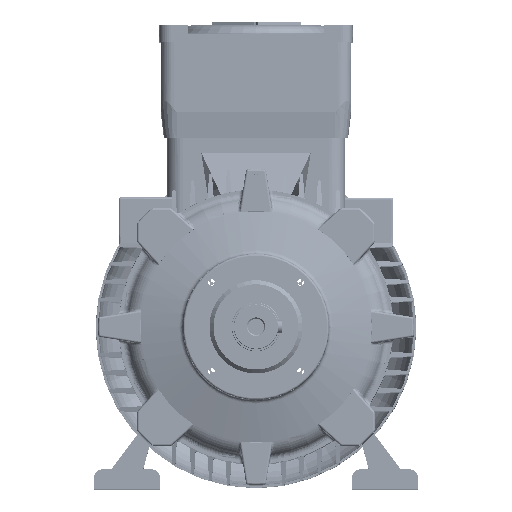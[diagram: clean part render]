
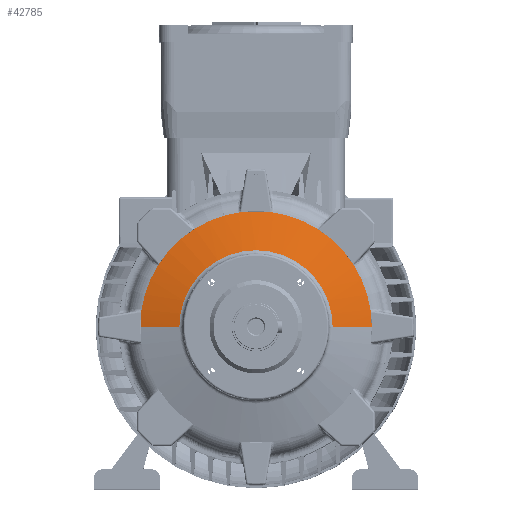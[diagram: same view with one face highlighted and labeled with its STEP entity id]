
A CAD part, top view. The second image highlights one B-rep face of the part: STEP entity #42785.
In plain terms, the highlighted conical face has half-angle 75 degrees and reference radius 142.632 mm.
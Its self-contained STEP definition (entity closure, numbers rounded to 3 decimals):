
#2940 = CARTESIAN_POINT ( 'NONE',  ( -94.447, 0., 326.808 ) ) ;
#4342 = DIRECTION ( 'NONE',  ( 1., 0., 0. ) ) ;
#4645 = CIRCLE ( 'NONE', #32739, 142.632 ) ;
#4698 = ORIENTED_EDGE ( 'NONE', *, *, #44535, .F. ) ;
#5575 = CIRCLE ( 'NONE', #17555, 94.447 ) ;
#5683 = EDGE_CURVE ( 'NONE', #84429, #69317, #26924, .T. ) ;
#6941 = DIRECTION ( 'NONE',  ( 0., 0., -1. ) ) ;
#7287 = CARTESIAN_POINT ( 'NONE',  ( -75.171, 121.215, 313.897 ) ) ;
#7365 = CARTESIAN_POINT ( 'NONE',  ( 75.171, 121.215, 313.897 ) ) ;
#8006 = CARTESIAN_POINT ( 'NONE',  ( 142.632, 0., 313.897 ) ) ;
#8652 = VERTEX_POINT ( 'NONE', #82543 ) ;
#8686 = CARTESIAN_POINT ( 'NONE',  ( -21.429, 141.013, 313.897 ) ) ;
#8924 = CARTESIAN_POINT ( 'NONE',  ( 0., 0., 313.897 ) ) ;
#9436 = ORIENTED_EDGE ( 'NONE', *, *, #35123, .T. ) ;
#9805 = EDGE_CURVE ( 'NONE', #8652, #75358, #14548, .T. ) ;
#9812 = EDGE_LOOP ( 'NONE', ( #74654, #83956, #4698, #15336, #63689, #25318, #57178, #62226, #34394, #9436, #83539, #10305 ) ) ;
#10305 = ORIENTED_EDGE ( 'NONE', *, *, #62645, .F. ) ;
#12245 = CARTESIAN_POINT ( 'NONE',  ( -142.632, 0., 313.897 ) ) ;
#13532 = DIRECTION ( 'NONE',  ( 0., 0., 1. ) ) ;
#14283 = DIRECTION ( 'NONE',  ( 0., 0., 1. ) ) ;
#14312 = EDGE_CURVE ( 'NONE', #55227, #53288, #47397, .T. ) ;
#14541 = AXIS2_PLACEMENT_3D ( 'NONE', #72859, #41488, #4342 ) ;
#14548 = LINE ( 'NONE', #30820, #27103 ) ;
#15105 = DIRECTION ( 'NONE',  ( -1., 0., 0. ) ) ;
#15336 = ORIENTED_EDGE ( 'NONE', *, *, #17404, .T. ) ;
#15693 = DIRECTION ( 'NONE',  ( 0., 0., -1. ) ) ;
#17404 = EDGE_CURVE ( 'NONE', #51520, #53288, #46620, .T. ) ;
#17555 = AXIS2_PLACEMENT_3D ( 'NONE', #61271, #6941, #26854 ) ;
#18112 = CARTESIAN_POINT ( 'NONE',  ( 21.429, 141.013, 313.897 ) ) ;
#18879 = DIRECTION ( 'NONE',  ( -1., 0., 0. ) ) ;
#19071 = DIRECTION ( 'NONE',  ( 0.966, 0., -0.259 ) ) ;
#19558 = CARTESIAN_POINT ( 'NONE',  ( 0., 0., 313.897 ) ) ;
#21140 = AXIS2_PLACEMENT_3D ( 'NONE', #72046, #85525, #18879 ) ;
#21504 = EDGE_CURVE ( 'NONE', #24061, #47516, #79567, .T. ) ;
#22189 = CARTESIAN_POINT ( 'NONE',  ( 0., 0., 313.897 ) ) ;
#22250 = DIRECTION ( 'NONE',  ( -0.966, 0., -0.259 ) ) ;
#22575 = DIRECTION ( 'NONE',  ( 0., 0., 1. ) ) ;
#22812 = AXIS2_PLACEMENT_3D ( 'NONE', #80441, #13532, #46473 ) ;
#24061 = VERTEX_POINT ( 'NONE', #18112 ) ;
#25318 = ORIENTED_EDGE ( 'NONE', *, *, #51055, .T. ) ;
#26854 = DIRECTION ( 'NONE',  ( -1., 0., 0. ) ) ;
#26924 = CIRCLE ( 'NONE', #37787, 142.632 ) ;
#27103 = VECTOR ( 'NONE', #19071, 1000. ) ;
#28905 = DIRECTION ( 'NONE',  ( 0., 0., -1. ) ) ;
#28964 = CARTESIAN_POINT ( 'NONE',  ( -142.632, 0., 313.897 ) ) ;
#30129 = CARTESIAN_POINT ( 'NONE',  ( 0., 0., 313.897 ) ) ;
#30514 = LINE ( 'NONE', #28964, #48214 ) ;
#30820 = CARTESIAN_POINT ( 'NONE',  ( 142.632, 0., 313.897 ) ) ;
#32739 = AXIS2_PLACEMENT_3D ( 'NONE', #34427, #14283, #74184 ) ;
#32761 = AXIS2_PLACEMENT_3D ( 'NONE', #34839, #83712, #47915 ) ;
#34244 = EDGE_CURVE ( 'NONE', #47516, #71168, #4645, .T. ) ;
#34394 = ORIENTED_EDGE ( 'NONE', *, *, #70373, .F. ) ;
#34427 = CARTESIAN_POINT ( 'NONE',  ( 0., 0., 313.897 ) ) ;
#34839 = CARTESIAN_POINT ( 'NONE',  ( 0., 0., 313.897 ) ) ;
#35123 = EDGE_CURVE ( 'NONE', #79040, #69317, #50513, .T. ) ;
#35458 = FACE_OUTER_BOUND ( 'NONE', #9812, .T. ) ;
#37787 = AXIS2_PLACEMENT_3D ( 'NONE', #19558, #85627, #72142 ) ;
#39984 = EDGE_CURVE ( 'NONE', #44069, #8652, #5575, .T. ) ;
#41488 = DIRECTION ( 'NONE',  ( 0., 0., 1. ) ) ;
#42371 = DIRECTION ( 'NONE',  ( 1., 0., 0. ) ) ;
#42785 = ADVANCED_FACE ( 'NONE', ( #35458 ), #61592, .T. ) ;
#44069 = VERTEX_POINT ( 'NONE', #2940 ) ;
#44535 = EDGE_CURVE ( 'NONE', #51520, #75358, #69936, .T. ) ;
#46473 = DIRECTION ( 'NONE',  ( 1., 0., 0. ) ) ;
#46620 = CIRCLE ( 'NONE', #14541, 142.632 ) ;
#46775 = CIRCLE ( 'NONE', #32761, 142.632 ) ;
#47397 = CIRCLE ( 'NONE', #75829, 142.632 ) ;
#47516 = VERTEX_POINT ( 'NONE', #8686 ) ;
#47915 = DIRECTION ( 'NONE',  ( 1., 0., 0. ) ) ;
#48214 = VECTOR ( 'NONE', #22250, 1000. ) ;
#48959 = AXIS2_PLACEMENT_3D ( 'NONE', #22189, #28905, #75666 ) ;
#49369 = AXIS2_PLACEMENT_3D ( 'NONE', #30129, #22575, #42371 ) ;
#50513 = CIRCLE ( 'NONE', #22812, 142.632 ) ;
#51055 = EDGE_CURVE ( 'NONE', #55227, #24061, #46775, .T. ) ;
#51520 = VERTEX_POINT ( 'NONE', #70128 ) ;
#53288 = VERTEX_POINT ( 'NONE', #77210 ) ;
#55227 = VERTEX_POINT ( 'NONE', #7365 ) ;
#56599 = CIRCLE ( 'NONE', #48959, 142.632 ) ;
#57178 = ORIENTED_EDGE ( 'NONE', *, *, #21504, .T. ) ;
#59957 = CARTESIAN_POINT ( 'NONE',  ( 0., 0., 313.897 ) ) ;
#61271 = CARTESIAN_POINT ( 'NONE',  ( 0., 0., 326.808 ) ) ;
#61592 = CONICAL_SURFACE ( 'NONE', #79765, 142.632, 1.309 ) ;
#62226 = ORIENTED_EDGE ( 'NONE', *, *, #34244, .T. ) ;
#62645 = EDGE_CURVE ( 'NONE', #44069, #84429, #30514, .T. ) ;
#63689 = ORIENTED_EDGE ( 'NONE', *, *, #14312, .F. ) ;
#66465 = DIRECTION ( 'NONE',  ( -1., 0., 0. ) ) ;
#68864 = CARTESIAN_POINT ( 'NONE',  ( -141.013, 21.429, 313.897 ) ) ;
#69317 = VERTEX_POINT ( 'NONE', #68864 ) ;
#69936 = CIRCLE ( 'NONE', #21140, 142.632 ) ;
#70128 = CARTESIAN_POINT ( 'NONE',  ( 141.013, 21.429, 313.897 ) ) ;
#70373 = EDGE_CURVE ( 'NONE', #79040, #71168, #56599, .T. ) ;
#71168 = VERTEX_POINT ( 'NONE', #7287 ) ;
#72046 = CARTESIAN_POINT ( 'NONE',  ( 0., 0., 313.897 ) ) ;
#72142 = DIRECTION ( 'NONE',  ( -1., 0., 0. ) ) ;
#72859 = CARTESIAN_POINT ( 'NONE',  ( 0., 0., 313.897 ) ) ;
#74184 = DIRECTION ( 'NONE',  ( 1., 0., 0. ) ) ;
#74654 = ORIENTED_EDGE ( 'NONE', *, *, #39984, .T. ) ;
#75358 = VERTEX_POINT ( 'NONE', #8006 ) ;
#75666 = DIRECTION ( 'NONE',  ( -1., 0., 0. ) ) ;
#75829 = AXIS2_PLACEMENT_3D ( 'NONE', #8924, #15693, #15105 ) ;
#77210 = CARTESIAN_POINT ( 'NONE',  ( 121.215, 75.171, 313.897 ) ) ;
#79040 = VERTEX_POINT ( 'NONE', #82778 ) ;
#79567 = CIRCLE ( 'NONE', #49369, 142.632 ) ;
#79765 = AXIS2_PLACEMENT_3D ( 'NONE', #59957, #86402, #66465 ) ;
#80441 = CARTESIAN_POINT ( 'NONE',  ( 0., 0., 313.897 ) ) ;
#82543 = CARTESIAN_POINT ( 'NONE',  ( 94.447, 0., 326.808 ) ) ;
#82778 = CARTESIAN_POINT ( 'NONE',  ( -121.215, 75.171, 313.897 ) ) ;
#83539 = ORIENTED_EDGE ( 'NONE', *, *, #5683, .F. ) ;
#83712 = DIRECTION ( 'NONE',  ( 0., 0., 1. ) ) ;
#83956 = ORIENTED_EDGE ( 'NONE', *, *, #9805, .T. ) ;
#84429 = VERTEX_POINT ( 'NONE', #12245 ) ;
#85525 = DIRECTION ( 'NONE',  ( 0., 0., -1. ) ) ;
#85627 = DIRECTION ( 'NONE',  ( 0., 0., -1. ) ) ;
#86402 = DIRECTION ( 'NONE',  ( 0., 0., -1. ) ) ;
